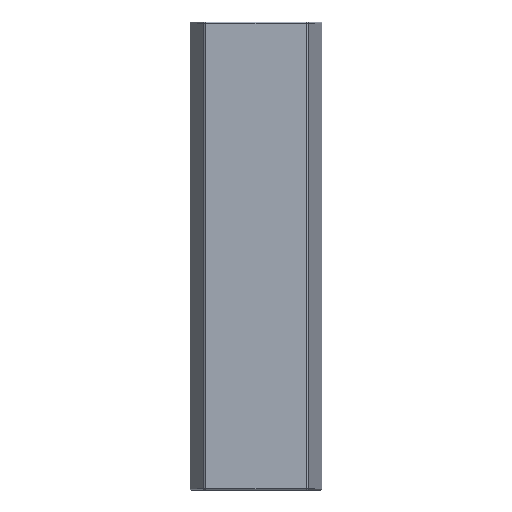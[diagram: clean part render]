
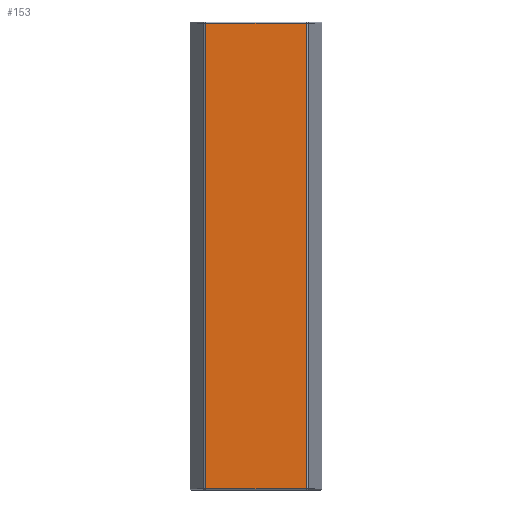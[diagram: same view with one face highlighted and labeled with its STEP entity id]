
A CAD part, front view. The second image highlights one B-rep face of the part: STEP entity #153.
In plain terms, the highlighted planar face has unit normal (0, -1, 0).
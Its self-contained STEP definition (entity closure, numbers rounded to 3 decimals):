
#153 = ADVANCED_FACE ( 'NONE', ( #652 ), #364, .F. ) ;
#243 = LINE ( 'NONE', #543, #2208 ) ;
#272 = LINE ( 'NONE', #2664, #3200 ) ;
#331 = CARTESIAN_POINT ( 'NONE',  ( 9.844, 0., 0.1 ) ) ;
#364 = PLANE ( 'NONE',  #2390 ) ;
#526 = VERTEX_POINT ( 'NONE', #331 ) ;
#543 = CARTESIAN_POINT ( 'NONE',  ( 0.156, 0., 45. ) ) ;
#652 = FACE_OUTER_BOUND ( 'NONE', #1242, .T. ) ;
#930 = DIRECTION ( 'NONE',  ( 0., 1., 0. ) ) ;
#943 = LINE ( 'NONE', #3391, #3756 ) ;
#1210 = EDGE_CURVE ( 'NONE', #3730, #526, #943, .T. ) ;
#1242 = EDGE_LOOP ( 'NONE', ( #1667, #2548, #1880, #1349 ) ) ;
#1278 = DIRECTION ( 'NONE',  ( -1., 0., 0. ) ) ;
#1305 = CARTESIAN_POINT ( 'NONE',  ( 0.156, 0., 45. ) ) ;
#1349 = ORIENTED_EDGE ( 'NONE', *, *, #1210, .T. ) ;
#1597 = DIRECTION ( 'NONE',  ( 0., 0., 1. ) ) ;
#1637 = EDGE_CURVE ( 'NONE', #1782, #3730, #243, .T. ) ;
#1667 = ORIENTED_EDGE ( 'NONE', *, *, #3221, .F. ) ;
#1782 = VERTEX_POINT ( 'NONE', #2098 ) ;
#1880 = ORIENTED_EDGE ( 'NONE', *, *, #1637, .T. ) ;
#1967 = CARTESIAN_POINT ( 'NONE',  ( 0.156, 0., 44.9 ) ) ;
#2098 = CARTESIAN_POINT ( 'NONE',  ( 0.156, 0., 44.9 ) ) ;
#2208 = VECTOR ( 'NONE', #2994, 1000. ) ;
#2390 = AXIS2_PLACEMENT_3D ( 'NONE', #1305, #930, #1597 ) ;
#2451 = DIRECTION ( 'NONE',  ( 1., 0., 0. ) ) ;
#2548 = ORIENTED_EDGE ( 'NONE', *, *, #3536, .T. ) ;
#2664 = CARTESIAN_POINT ( 'NONE',  ( 9.844, 0., 45. ) ) ;
#2724 = VERTEX_POINT ( 'NONE', #3517 ) ;
#2953 = CARTESIAN_POINT ( 'NONE',  ( 0.156, 0., 0.1 ) ) ;
#2994 = DIRECTION ( 'NONE',  ( 0., 0., -1. ) ) ;
#3200 = VECTOR ( 'NONE', #3628, 1000. ) ;
#3221 = EDGE_CURVE ( 'NONE', #2724, #526, #272, .T. ) ;
#3391 = CARTESIAN_POINT ( 'NONE',  ( 0.156, 0., 0.1 ) ) ;
#3438 = LINE ( 'NONE', #1967, #3923 ) ;
#3517 = CARTESIAN_POINT ( 'NONE',  ( 9.844, 0., 44.9 ) ) ;
#3536 = EDGE_CURVE ( 'NONE', #2724, #1782, #3438, .T. ) ;
#3628 = DIRECTION ( 'NONE',  ( 0., 0., -1. ) ) ;
#3730 = VERTEX_POINT ( 'NONE', #2953 ) ;
#3756 = VECTOR ( 'NONE', #2451, 1000. ) ;
#3923 = VECTOR ( 'NONE', #1278, 1000. ) ;
